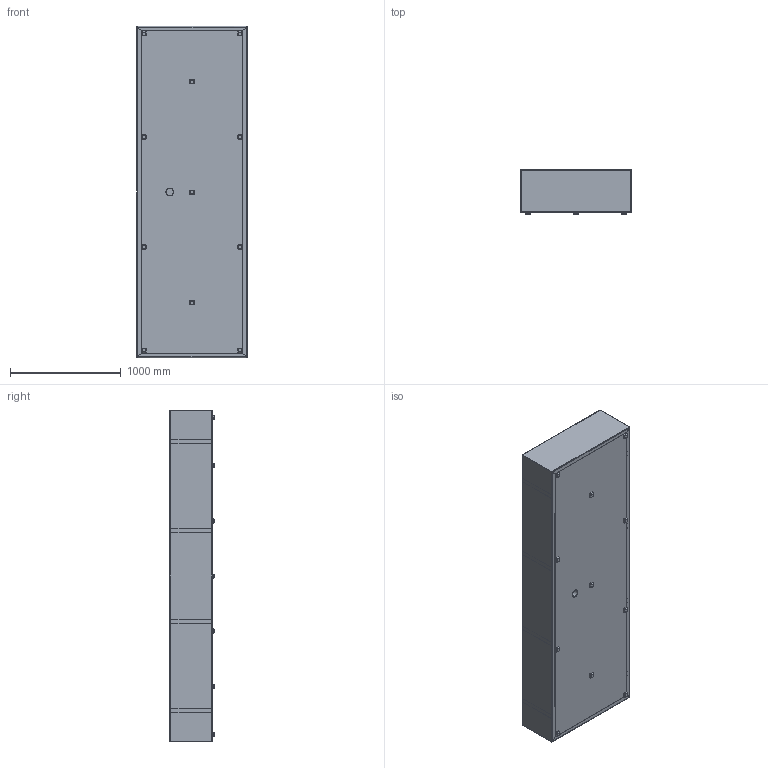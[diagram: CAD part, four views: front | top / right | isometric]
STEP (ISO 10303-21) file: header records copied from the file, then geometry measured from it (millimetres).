
FILE_DESCRIPTION (( 'STEP AP203' ), '1' );
FILE_NAME ('AB4. 3000x1000x400.STEP', '2022-05-16T12:43:43', ( '' ), ( '' ), 'SwSTEP 2.0', 'SolidWorks 2021', '' );
FILE_SCHEMA (( 'CONFIG_CONTROL_DESIGN' ));
Length unit declared in the file: millimetre
Products named in the file (17): AB4.-pipe cover; AB4. Base; AB4.-Bottom 1; AB4.-Feet; AB4.-Cover; AB4.-pipe; AB4.-Reinforcement H; AB4.-Side 2; AB4.-Reinforcement Wall; AB4.-Feet NH; -Cover and Cover frame; AB4.-Ring top; AB4.-Frame reinf. total; AB4.-Frame reinf.; AB4.-Cover frame_Default<As Machined>; AB4. 3000x1000x400; AB4.-Side
Assembly tree (39 placements, depth 4):
  AB4. 3000x1000x400
    AB4. Base
      AB4.-Bottom 1
      AB4.-Side  x2
      AB4.-pipe
      AB4.-Feet  x4
      AB4.-Feet NH  x7
      AB4.-Side 2  x2
      AB4.-Reinforcement Wall  x8
      AB4.-Reinforcement H  x4
    -Cover and Cover frame
      AB4.-Cover
      AB4.-Cover frame_Default<As Machined>
      AB4.-Frame reinf. total  x3
        AB4.-pipe cover
        AB4.-Ring top
        AB4.-Frame reinf.
Bounding box: 1000 x 400 x 2996 mm (x, y, z)
Volume: 35914580.7 mm3; surface area: 24127985.3 mm2
Topology: 45 solids, 45 shells, 1368 faces, 3138 edges, 1860 vertices
Faces by surface type: plane 874, cylinder 374, bspline 120
Entity records: 17650 total; most frequent: CARTESIAN_POINT 4567, ORIENTED_EDGE 2238, DIRECTION 2119, EDGE_CURVE 1119, VECTOR 783, LINE 783, VERTEX_POINT 684, AXIS2_PLACEMENT_3D 668
